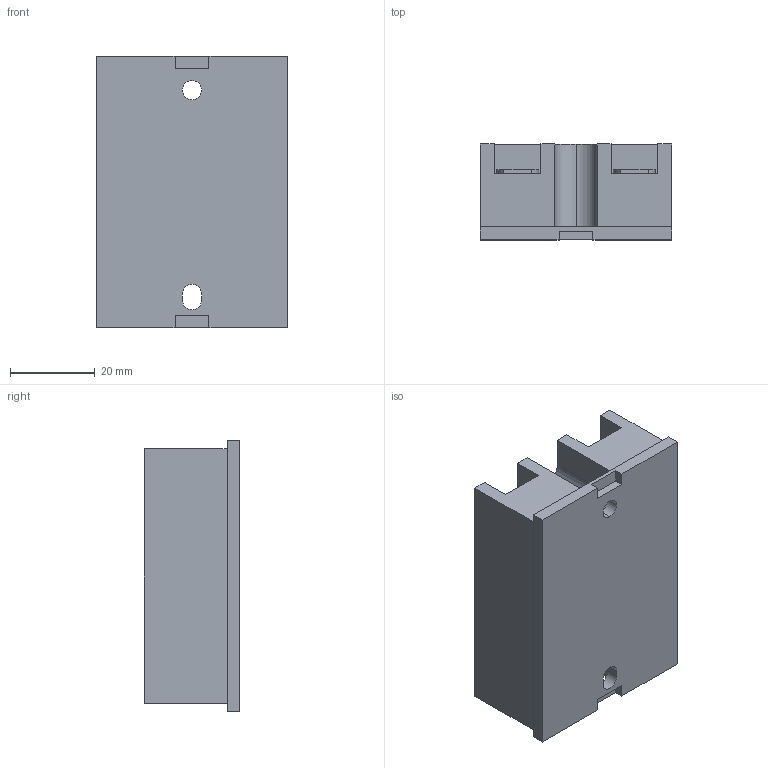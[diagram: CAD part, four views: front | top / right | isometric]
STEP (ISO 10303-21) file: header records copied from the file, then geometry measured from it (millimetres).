
FILE_DESCRIPTION (( 'STEP AP214' ), '1' );
FILE_NAME ('Main Relay Body.STEP', '2015-10-13T15:16:30', ( '' ), ( '' ), 'SwSTEP 2.0', 'SolidWorks 2015', '' );
FILE_SCHEMA (( 'AUTOMOTIVE_DESIGN' ));
Length unit declared in the file: millimetre
Products named in the file (1): Main Relay Body
Bounding box: 45 x 22.5 x 64 mm (x, y, z)
Volume: 51232.6 mm3; surface area: 18310.2 mm2
Topology: 6 solids, 6 shells, 117 faces, 298 edges, 191 vertices
Faces by surface type: plane 65, cylinder 38, cone 14
Entity records: 4085 total; most frequent: DIRECTION 612, CARTESIAN_POINT 601, ORIENTED_EDGE 584, EDGE_CURVE 292, LINE 208, VECTOR 208, AXIS2_PLACEMENT_3D 202, VERTEX_POINT 191
